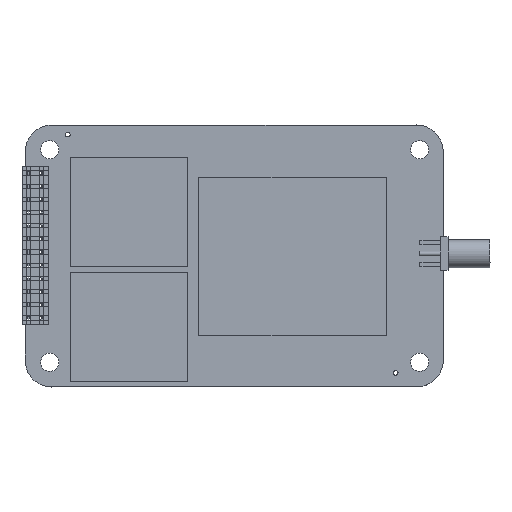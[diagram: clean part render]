
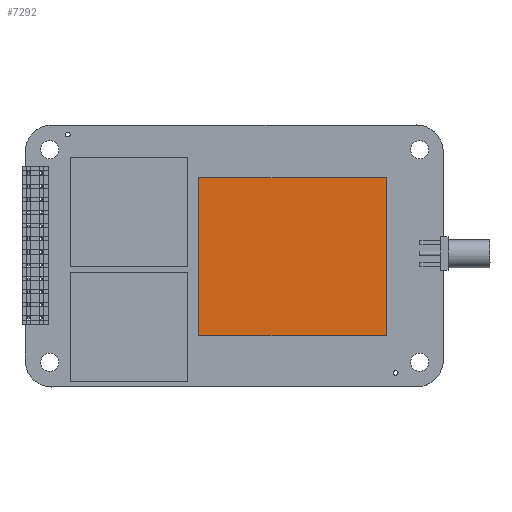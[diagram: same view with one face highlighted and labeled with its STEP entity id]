
A CAD part, top view. The second image highlights one B-rep face of the part: STEP entity #7292.
In plain terms, the highlighted planar face has unit normal (0, 0, 1).
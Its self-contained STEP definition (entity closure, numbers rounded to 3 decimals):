
#7163 = VERTEX_POINT('',#7164);
#7164 = CARTESIAN_POINT('',(-18.006,15.194,3.));
#7170 = EDGE_CURVE('',#7163,#7171,#7173,.T.);
#7171 = VERTEX_POINT('',#7172);
#7172 = CARTESIAN_POINT('',(18.006,15.194,3.));
#7173 = LINE('',#7174,#7175);
#7174 = CARTESIAN_POINT('',(-18.006,15.194,3.));
#7175 = VECTOR('',#7176,1.);
#7176 = DIRECTION('',(1.,0.,0.));
#7201 = EDGE_CURVE('',#7171,#7202,#7204,.T.);
#7202 = VERTEX_POINT('',#7203);
#7203 = CARTESIAN_POINT('',(18.006,-15.194,3.));
#7204 = LINE('',#7205,#7206);
#7205 = CARTESIAN_POINT('',(18.006,15.194,3.));
#7206 = VECTOR('',#7207,1.);
#7207 = DIRECTION('',(0.,-1.,0.));
#7232 = EDGE_CURVE('',#7202,#7233,#7235,.T.);
#7233 = VERTEX_POINT('',#7234);
#7234 = CARTESIAN_POINT('',(-18.006,-15.194,3.));
#7235 = LINE('',#7236,#7237);
#7236 = CARTESIAN_POINT('',(18.006,-15.194,3.));
#7237 = VECTOR('',#7238,1.);
#7238 = DIRECTION('',(-1.,0.,0.));
#7263 = EDGE_CURVE('',#7233,#7163,#7264,.T.);
#7264 = LINE('',#7265,#7266);
#7265 = CARTESIAN_POINT('',(-18.006,-15.194,3.));
#7266 = VECTOR('',#7267,1.);
#7267 = DIRECTION('',(0.,1.,0.));
#7292 = ADVANCED_FACE('',(#7293),#7299,.T.);
#7293 = FACE_BOUND('',#7294,.F.);
#7294 = EDGE_LOOP('',(#7295,#7296,#7297,#7298));
#7295 = ORIENTED_EDGE('',*,*,#7170,.T.);
#7296 = ORIENTED_EDGE('',*,*,#7201,.T.);
#7297 = ORIENTED_EDGE('',*,*,#7232,.T.);
#7298 = ORIENTED_EDGE('',*,*,#7263,.T.);
#7299 = PLANE('',#7300);
#7300 = AXIS2_PLACEMENT_3D('',#7301,#7302,#7303);
#7301 = CARTESIAN_POINT('',(-18.006,15.194,3.));
#7302 = DIRECTION('',(0.,0.,1.));
#7303 = DIRECTION('',(1.,0.,0.));
